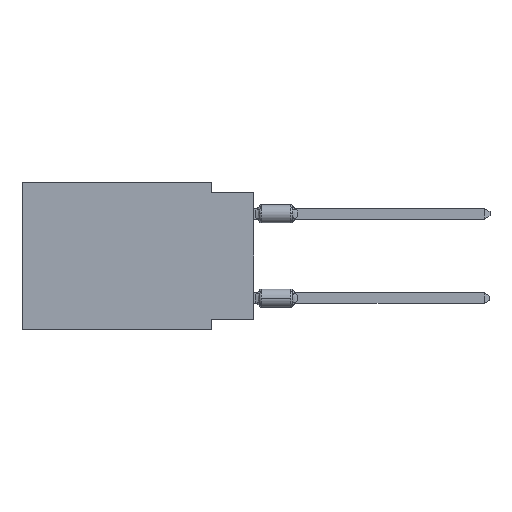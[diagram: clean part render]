
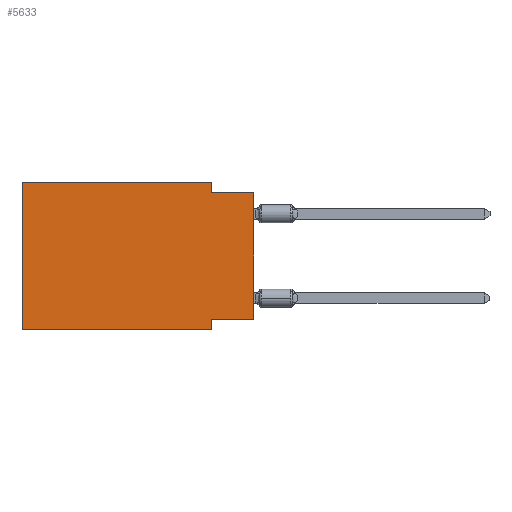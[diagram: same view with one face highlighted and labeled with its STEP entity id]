
A CAD part, left-side view. The second image highlights one B-rep face of the part: STEP entity #5633.
In plain terms, the highlighted planar face has unit normal (-1, 0, 0).
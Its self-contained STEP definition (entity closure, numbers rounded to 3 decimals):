
#203 = CARTESIAN_POINT ( 'NONE',  ( 0., 13.97, -8.89 ) ) ;
#990 = VERTEX_POINT ( 'NONE', #11604 ) ;
#1178 = DIRECTION ( 'NONE',  ( 0., 1., 0. ) ) ;
#1208 = ORIENTED_EDGE ( 'NONE', *, *, #4961, .F. ) ;
#1236 = DIRECTION ( 'NONE',  ( 1., 0., 0. ) ) ;
#1355 = EDGE_CURVE ( 'NONE', #4131, #13559, #9387, .T. ) ;
#1566 = CARTESIAN_POINT ( 'NONE',  ( 0., 2.54, 0. ) ) ;
#1724 = DIRECTION ( 'NONE',  ( 0., 0., -1. ) ) ;
#2524 = DIRECTION ( 'NONE',  ( 0., 0., 1. ) ) ;
#2592 = CARTESIAN_POINT ( 'NONE',  ( 0., 13.97, 0. ) ) ;
#3459 = CARTESIAN_POINT ( 'NONE',  ( 0., 13.97, 0. ) ) ;
#3510 = CARTESIAN_POINT ( 'NONE',  ( 0., 0., -8.255 ) ) ;
#4077 = ORIENTED_EDGE ( 'NONE', *, *, #10013, .T. ) ;
#4131 = VERTEX_POINT ( 'NONE', #14155 ) ;
#4148 = VERTEX_POINT ( 'NONE', #8395 ) ;
#4431 = ORIENTED_EDGE ( 'NONE', *, *, #12037, .F. ) ;
#4646 = ORIENTED_EDGE ( 'NONE', *, *, #6393, .F. ) ;
#4961 = EDGE_CURVE ( 'NONE', #6889, #4148, #14177, .T. ) ;
#5058 = VECTOR ( 'NONE', #14340, 1000. ) ;
#5308 = AXIS2_PLACEMENT_3D ( 'NONE', #2592, #1236, #11637 ) ;
#5633 = ADVANCED_FACE ( 'NONE', ( #9369 ), #12759, .F. ) ;
#5685 = LINE ( 'NONE', #14782, #6786 ) ;
#6082 = DIRECTION ( 'NONE',  ( 0., -1., 0. ) ) ;
#6130 = LINE ( 'NONE', #1566, #9735 ) ;
#6393 = EDGE_CURVE ( 'NONE', #13559, #990, #5685, .T. ) ;
#6786 = VECTOR ( 'NONE', #13646, 1000. ) ;
#6889 = VERTEX_POINT ( 'NONE', #9171 ) ;
#7350 = EDGE_LOOP ( 'NONE', ( #14605, #1208, #14644, #4431, #13830, #4077, #4646, #7662 ) ) ;
#7371 = LINE ( 'NONE', #9436, #9167 ) ;
#7395 = VERTEX_POINT ( 'NONE', #14409 ) ;
#7662 = ORIENTED_EDGE ( 'NONE', *, *, #1355, .F. ) ;
#7835 = LINE ( 'NONE', #7908, #9116 ) ;
#7908 = CARTESIAN_POINT ( 'NONE',  ( 0., 0., 0. ) ) ;
#7930 = VECTOR ( 'NONE', #2524, 1000. ) ;
#8376 = CARTESIAN_POINT ( 'NONE',  ( 0., 13.97, 0. ) ) ;
#8395 = CARTESIAN_POINT ( 'NONE',  ( 0., 0., -0.635 ) ) ;
#9116 = VECTOR ( 'NONE', #10043, 1000. ) ;
#9167 = VECTOR ( 'NONE', #6082, 1000. ) ;
#9171 = CARTESIAN_POINT ( 'NONE',  ( 0., 2.54, -0.635 ) ) ;
#9369 = FACE_OUTER_BOUND ( 'NONE', #7350, .T. ) ;
#9387 = LINE ( 'NONE', #3510, #13835 ) ;
#9436 = CARTESIAN_POINT ( 'NONE',  ( 0., 13.97, -8.89 ) ) ;
#9618 = EDGE_CURVE ( 'NONE', #14506, #14831, #11865, .T. ) ;
#9735 = VECTOR ( 'NONE', #1724, 1000. ) ;
#10013 = EDGE_CURVE ( 'NONE', #14506, #990, #7371, .T. ) ;
#10043 = DIRECTION ( 'NONE',  ( 0., 0., 1. ) ) ;
#10313 = DIRECTION ( 'NONE',  ( 0., -1., 0. ) ) ;
#11583 = CARTESIAN_POINT ( 'NONE',  ( 0., 2.54, -8.255 ) ) ;
#11604 = CARTESIAN_POINT ( 'NONE',  ( 0., 2.54, -8.89 ) ) ;
#11637 = DIRECTION ( 'NONE',  ( 0., 0., -1. ) ) ;
#11865 = LINE ( 'NONE', #8376, #7930 ) ;
#12037 = EDGE_CURVE ( 'NONE', #14831, #7395, #13866, .T. ) ;
#12205 = CARTESIAN_POINT ( 'NONE',  ( 0., 0., -0.635 ) ) ;
#12570 = CARTESIAN_POINT ( 'NONE',  ( 0., 13.97, 0. ) ) ;
#12759 = PLANE ( 'NONE',  #5308 ) ;
#13282 = EDGE_CURVE ( 'NONE', #7395, #6889, #6130, .T. ) ;
#13559 = VERTEX_POINT ( 'NONE', #11583 ) ;
#13646 = DIRECTION ( 'NONE',  ( 0., 0., -1. ) ) ;
#13795 = VECTOR ( 'NONE', #10313, 1000. ) ;
#13830 = ORIENTED_EDGE ( 'NONE', *, *, #9618, .F. ) ;
#13835 = VECTOR ( 'NONE', #1178, 1000. ) ;
#13866 = LINE ( 'NONE', #3459, #13795 ) ;
#13916 = EDGE_CURVE ( 'NONE', #4131, #4148, #7835, .T. ) ;
#14155 = CARTESIAN_POINT ( 'NONE',  ( 0., 0., -8.255 ) ) ;
#14177 = LINE ( 'NONE', #12205, #5058 ) ;
#14340 = DIRECTION ( 'NONE',  ( 0., -1., 0. ) ) ;
#14409 = CARTESIAN_POINT ( 'NONE',  ( 0., 2.54, 0. ) ) ;
#14506 = VERTEX_POINT ( 'NONE', #203 ) ;
#14605 = ORIENTED_EDGE ( 'NONE', *, *, #13916, .T. ) ;
#14644 = ORIENTED_EDGE ( 'NONE', *, *, #13282, .F. ) ;
#14782 = CARTESIAN_POINT ( 'NONE',  ( 0., 2.54, -8.89 ) ) ;
#14831 = VERTEX_POINT ( 'NONE', #12570 ) ;
